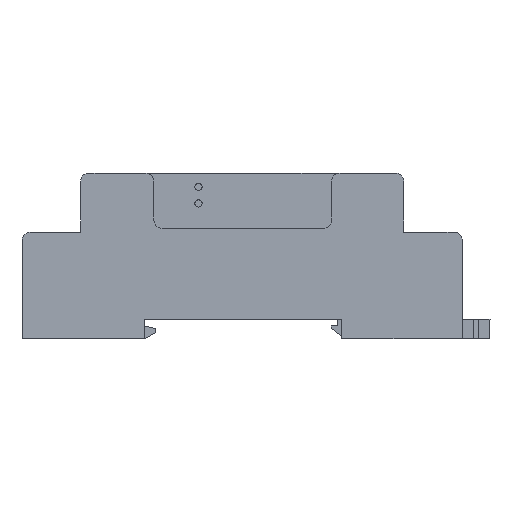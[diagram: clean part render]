
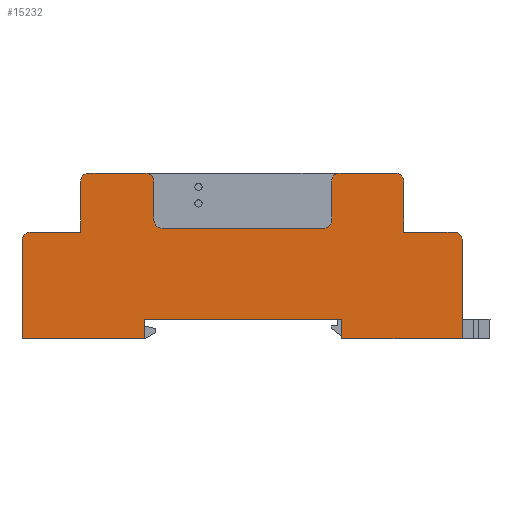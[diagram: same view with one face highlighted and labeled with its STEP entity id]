
A CAD part, left-side view. The second image highlights one B-rep face of the part: STEP entity #15232.
In plain terms, the highlighted planar face has unit normal (-1, 0, 0).
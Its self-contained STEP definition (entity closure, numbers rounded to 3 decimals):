
#1986=AXIS2_PLACEMENT_3D('Circle Axis2P3D',#1984,#1985,$) ;
#2282=AXIS2_PLACEMENT_3D('Circle Axis2P3D',#2280,#2281,$) ;
#2323=AXIS2_PLACEMENT_3D('Circle Axis2P3D',#2321,#2322,$) ;
#7549=AXIS2_PLACEMENT_3D('Circle Axis2P3D',#7547,#7548,$) ;
#7647=AXIS2_PLACEMENT_3D('Circle Axis2P3D',#7645,#7646,$) ;
#7714=AXIS2_PLACEMENT_3D('Circle Axis2P3D',#7712,#7713,$) ;
#15159=AXIS2_PLACEMENT_3D('Plane Axis2P3D',#15156,#15157,#15158) ;
#15175=AXIS2_PLACEMENT_3D('Circle Axis2P3D',#15173,#15174,$) ;
#15196=AXIS2_PLACEMENT_3D('Circle Axis2P3D',#15194,#15195,$) ;
#1979=CARTESIAN_POINT('Vertex',(0.,62.25,30.)) ;
#1984=CARTESIAN_POINT('Axis2P3D Location',(0.,62.25,28.5)) ;
#1988=CARTESIAN_POINT('Vertex',(0.,60.75,28.5)) ;
#2277=CARTESIAN_POINT('Vertex',(0.,28.6,28.5)) ;
#2280=CARTESIAN_POINT('Axis2P3D Location',(0.,27.1,28.5)) ;
#2284=CARTESIAN_POINT('Vertex',(0.,27.1,30.)) ;
#2316=CARTESIAN_POINT('Vertex',(0.,17.1,30.)) ;
#2321=CARTESIAN_POINT('Axis2P3D Location',(0.,17.1,28.5)) ;
#2325=CARTESIAN_POINT('Vertex',(0.,15.6,28.5)) ;
#5309=CARTESIAN_POINT('Vertex',(0.,26.8,3.6)) ;
#5312=CARTESIAN_POINT('Line Origine',(0.,44.65,3.6)) ;
#5316=CARTESIAN_POINT('Vertex',(0.,62.5,3.6)) ;
#5354=CARTESIAN_POINT('Line Origine',(0.,62.5,1.8)) ;
#5358=CARTESIAN_POINT('Vertex',(0.,62.5,0.)) ;
#5473=CARTESIAN_POINT('Line Origine',(0.,73.55,0.)) ;
#5477=CARTESIAN_POINT('Vertex',(0.,84.6,0.)) ;
#5720=CARTESIAN_POINT('Line Origine',(0.,11.05,19.3)) ;
#5724=CARTESIAN_POINT('Vertex',(0.,6.5,19.3)) ;
#5726=CARTESIAN_POINT('Vertex',(0.,15.6,19.3)) ;
#6192=CARTESIAN_POINT('Vertex',(0.,5.,17.8)) ;
#6195=CARTESIAN_POINT('Line Origine',(0.,5.,8.9)) ;
#6199=CARTESIAN_POINT('Vertex',(0.,5.,0.)) ;
#7449=CARTESIAN_POINT('Vertex',(0.,26.8,0.)) ;
#7454=CARTESIAN_POINT('Line Origine',(0.,26.8,1.8)) ;
#7494=CARTESIAN_POINT('Line Origine',(0.,15.9,0.)) ;
#7547=CARTESIAN_POINT('Axis2P3D Location',(0.,6.5,17.8)) ;
#7581=CARTESIAN_POINT('Line Origine',(0.,15.6,23.9)) ;
#7604=CARTESIAN_POINT('Vertex',(0.,28.6,21.5)) ;
#7607=CARTESIAN_POINT('Line Origine',(0.,28.6,25.)) ;
#7642=CARTESIAN_POINT('Vertex',(0.,30.1,20.)) ;
#7645=CARTESIAN_POINT('Axis2P3D Location',(0.,30.1,21.5)) ;
#7676=CARTESIAN_POINT('Vertex',(0.,59.25,20.)) ;
#7679=CARTESIAN_POINT('Line Origine',(0.,44.675,20.)) ;
#7709=CARTESIAN_POINT('Vertex',(0.,60.75,21.5)) ;
#7712=CARTESIAN_POINT('Axis2P3D Location',(0.,59.25,21.5)) ;
#7732=CARTESIAN_POINT('Line Origine',(0.,60.75,25.)) ;
#15156=CARTESIAN_POINT('Axis2P3D Location',(0.,59.25,21.5)) ;
#15161=CARTESIAN_POINT('Line Origine',(0.,22.1,30.)) ;
#15166=CARTESIAN_POINT('Line Origine',(0.,67.375,30.)) ;
#15170=CARTESIAN_POINT('Vertex',(0.,72.5,30.)) ;
#15173=CARTESIAN_POINT('Axis2P3D Location',(0.,72.5,28.5)) ;
#15177=CARTESIAN_POINT('Vertex',(0.,74.,28.5)) ;
#15180=CARTESIAN_POINT('Line Origine',(0.,74.,23.9)) ;
#15184=CARTESIAN_POINT('Vertex',(0.,74.,19.3)) ;
#15187=CARTESIAN_POINT('Line Origine',(0.,78.55,19.3)) ;
#15191=CARTESIAN_POINT('Vertex',(0.,83.1,19.3)) ;
#15194=CARTESIAN_POINT('Axis2P3D Location',(0.,83.1,17.8)) ;
#15198=CARTESIAN_POINT('Vertex',(0.,84.6,17.8)) ;
#15201=CARTESIAN_POINT('Line Origine',(0.,84.6,8.9)) ;
#1985=DIRECTION('Axis2P3D Direction',(-1.,0.,0.)) ;
#2281=DIRECTION('Axis2P3D Direction',(-1.,0.,0.)) ;
#2322=DIRECTION('Axis2P3D Direction',(1.,0.,0.)) ;
#5313=DIRECTION('Vector Direction',(0.,-1.,0.)) ;
#5355=DIRECTION('Vector Direction',(0.,0.,1.)) ;
#5474=DIRECTION('Vector Direction',(0.,1.,0.)) ;
#5721=DIRECTION('Vector Direction',(0.,-1.,0.)) ;
#6196=DIRECTION('Vector Direction',(0.,0.,-1.)) ;
#7455=DIRECTION('Vector Direction',(0.,0.,-1.)) ;
#7495=DIRECTION('Vector Direction',(0.,-1.,0.)) ;
#7548=DIRECTION('Axis2P3D Direction',(1.,0.,0.)) ;
#7582=DIRECTION('Vector Direction',(0.,0.,-1.)) ;
#7608=DIRECTION('Vector Direction',(0.,0.,1.)) ;
#7646=DIRECTION('Axis2P3D Direction',(-1.,0.,0.)) ;
#7680=DIRECTION('Vector Direction',(0.,-1.,0.)) ;
#7713=DIRECTION('Axis2P3D Direction',(-1.,0.,0.)) ;
#7733=DIRECTION('Vector Direction',(0.,0.,-1.)) ;
#15157=DIRECTION('Axis2P3D Direction',(-1.,0.,0.)) ;
#15158=DIRECTION('Axis2P3D XDirection',(0.,0.,1.)) ;
#15162=DIRECTION('Vector Direction',(0.,-1.,0.)) ;
#15167=DIRECTION('Vector Direction',(0.,-1.,0.)) ;
#15174=DIRECTION('Axis2P3D Direction',(-1.,0.,0.)) ;
#15181=DIRECTION('Vector Direction',(0.,0.,1.)) ;
#15188=DIRECTION('Vector Direction',(0.,-1.,0.)) ;
#15195=DIRECTION('Axis2P3D Direction',(-1.,0.,0.)) ;
#15202=DIRECTION('Vector Direction',(0.,0.,-1.)) ;
#5314=VECTOR('Line Direction',#5313,1.) ;
#5356=VECTOR('Line Direction',#5355,1.) ;
#5475=VECTOR('Line Direction',#5474,1.) ;
#5722=VECTOR('Line Direction',#5721,1.) ;
#6197=VECTOR('Line Direction',#6196,1.) ;
#7456=VECTOR('Line Direction',#7455,1.) ;
#7496=VECTOR('Line Direction',#7495,1.) ;
#7583=VECTOR('Line Direction',#7582,1.) ;
#7609=VECTOR('Line Direction',#7608,1.) ;
#7681=VECTOR('Line Direction',#7680,1.) ;
#7734=VECTOR('Line Direction',#7733,1.) ;
#15163=VECTOR('Line Direction',#15162,1.) ;
#15168=VECTOR('Line Direction',#15167,1.) ;
#15182=VECTOR('Line Direction',#15181,1.) ;
#15189=VECTOR('Line Direction',#15188,1.) ;
#15203=VECTOR('Line Direction',#15202,1.) ;
#15207=ORIENTED_EDGE('',*,*,#5318,.T.) ;
#15208=ORIENTED_EDGE('',*,*,#7458,.T.) ;
#15209=ORIENTED_EDGE('',*,*,#7498,.T.) ;
#15210=ORIENTED_EDGE('',*,*,#6201,.T.) ;
#15211=ORIENTED_EDGE('',*,*,#7551,.T.) ;
#15212=ORIENTED_EDGE('',*,*,#5728,.T.) ;
#15213=ORIENTED_EDGE('',*,*,#7585,.T.) ;
#15214=ORIENTED_EDGE('',*,*,#2327,.T.) ;
#15215=ORIENTED_EDGE('',*,*,#15165,.T.) ;
#15216=ORIENTED_EDGE('',*,*,#2286,.T.) ;
#15217=ORIENTED_EDGE('',*,*,#7611,.T.) ;
#15218=ORIENTED_EDGE('',*,*,#7649,.T.) ;
#15219=ORIENTED_EDGE('',*,*,#7683,.T.) ;
#15220=ORIENTED_EDGE('',*,*,#7716,.F.) ;
#15221=ORIENTED_EDGE('',*,*,#7736,.T.) ;
#15222=ORIENTED_EDGE('',*,*,#1990,.T.) ;
#15223=ORIENTED_EDGE('',*,*,#15172,.F.) ;
#15224=ORIENTED_EDGE('',*,*,#15179,.T.) ;
#15225=ORIENTED_EDGE('',*,*,#15186,.T.) ;
#15226=ORIENTED_EDGE('',*,*,#15193,.T.) ;
#15227=ORIENTED_EDGE('',*,*,#15200,.T.) ;
#15228=ORIENTED_EDGE('',*,*,#15205,.T.) ;
#15229=ORIENTED_EDGE('',*,*,#5479,.T.) ;
#15230=ORIENTED_EDGE('',*,*,#5360,.T.) ;
#15232=ADVANCED_FACE('SOCKEL',(#15231),#15160,.T.) ;
#1987=CIRCLE('generated circle',#1986,1.5) ;
#2283=CIRCLE('generated circle',#2282,1.5) ;
#2324=CIRCLE('generated circle',#2323,1.5) ;
#7550=CIRCLE('generated circle',#7549,1.5) ;
#7648=CIRCLE('generated circle',#7647,1.5) ;
#7715=CIRCLE('generated circle',#7714,1.5) ;
#15176=CIRCLE('generated circle',#15175,1.5) ;
#15197=CIRCLE('generated circle',#15196,1.5) ;
#1990=EDGE_CURVE('',#1989,#1980,#1987,.T.) ;
#2286=EDGE_CURVE('',#2285,#2278,#2283,.T.) ;
#2327=EDGE_CURVE('',#2326,#2317,#2324,.F.) ;
#5318=EDGE_CURVE('',#5317,#5310,#5315,.T.) ;
#5360=EDGE_CURVE('',#5359,#5317,#5357,.T.) ;
#5479=EDGE_CURVE('',#5478,#5359,#5476,.F.) ;
#5728=EDGE_CURVE('',#5725,#5727,#5723,.F.) ;
#6201=EDGE_CURVE('',#6200,#6193,#6198,.F.) ;
#7458=EDGE_CURVE('',#5310,#7450,#7457,.T.) ;
#7498=EDGE_CURVE('',#7450,#6200,#7497,.T.) ;
#7551=EDGE_CURVE('',#6193,#5725,#7550,.F.) ;
#7585=EDGE_CURVE('',#5727,#2326,#7584,.F.) ;
#7611=EDGE_CURVE('',#2278,#7605,#7610,.F.) ;
#7649=EDGE_CURVE('',#7605,#7643,#7648,.F.) ;
#7683=EDGE_CURVE('',#7643,#7677,#7682,.F.) ;
#7716=EDGE_CURVE('',#7710,#7677,#7715,.T.) ;
#7736=EDGE_CURVE('',#7710,#1989,#7735,.F.) ;
#15165=EDGE_CURVE('',#2317,#2285,#15164,.F.) ;
#15172=EDGE_CURVE('',#15171,#1980,#15169,.T.) ;
#15179=EDGE_CURVE('',#15171,#15178,#15176,.T.) ;
#15186=EDGE_CURVE('',#15178,#15185,#15183,.F.) ;
#15193=EDGE_CURVE('',#15185,#15192,#15190,.F.) ;
#15200=EDGE_CURVE('',#15192,#15199,#15197,.T.) ;
#15205=EDGE_CURVE('',#15199,#5478,#15204,.T.) ;
#15206=EDGE_LOOP('',(#15207,#15208,#15209,#15210,#15211,#15212,#15213,#15214,#15215,#15216,#15217,#15218,#15219,#15220,#15221,#15222,#15223,#15224,#15225,#15226,#15227,#15228,#15229,#15230)) ;
#15231=FACE_OUTER_BOUND('',#15206,.T.) ;
#5315=LINE('Line',#5312,#5314) ;
#5357=LINE('Line',#5354,#5356) ;
#5476=LINE('Line',#5473,#5475) ;
#5723=LINE('Line',#5720,#5722) ;
#6198=LINE('Line',#6195,#6197) ;
#7457=LINE('Line',#7454,#7456) ;
#7497=LINE('Line',#7494,#7496) ;
#7584=LINE('Line',#7581,#7583) ;
#7610=LINE('Line',#7607,#7609) ;
#7682=LINE('Line',#7679,#7681) ;
#7735=LINE('Line',#7732,#7734) ;
#15164=LINE('Line',#15161,#15163) ;
#15169=LINE('Line',#15166,#15168) ;
#15183=LINE('Line',#15180,#15182) ;
#15190=LINE('Line',#15187,#15189) ;
#15204=LINE('Line',#15201,#15203) ;
#15160=PLANE('',#15159) ;
#1980=VERTEX_POINT('',#1979) ;
#1989=VERTEX_POINT('',#1988) ;
#2278=VERTEX_POINT('',#2277) ;
#2285=VERTEX_POINT('',#2284) ;
#2317=VERTEX_POINT('',#2316) ;
#2326=VERTEX_POINT('',#2325) ;
#5310=VERTEX_POINT('',#5309) ;
#5317=VERTEX_POINT('',#5316) ;
#5359=VERTEX_POINT('',#5358) ;
#5478=VERTEX_POINT('',#5477) ;
#5725=VERTEX_POINT('',#5724) ;
#5727=VERTEX_POINT('',#5726) ;
#6193=VERTEX_POINT('',#6192) ;
#6200=VERTEX_POINT('',#6199) ;
#7450=VERTEX_POINT('',#7449) ;
#7605=VERTEX_POINT('',#7604) ;
#7643=VERTEX_POINT('',#7642) ;
#7677=VERTEX_POINT('',#7676) ;
#7710=VERTEX_POINT('',#7709) ;
#15171=VERTEX_POINT('',#15170) ;
#15178=VERTEX_POINT('',#15177) ;
#15185=VERTEX_POINT('',#15184) ;
#15192=VERTEX_POINT('',#15191) ;
#15199=VERTEX_POINT('',#15198) ;
